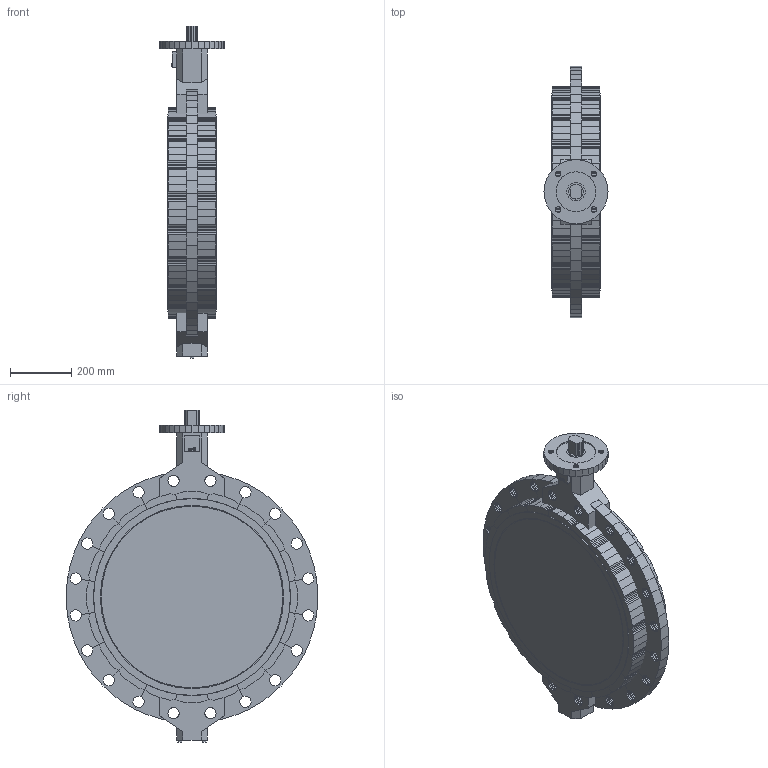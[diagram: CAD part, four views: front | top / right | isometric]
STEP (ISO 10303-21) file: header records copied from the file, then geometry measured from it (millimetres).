
FILE_DESCRIPTION(('no description'),'unknown implementation level');
FILE_NAME('Belimo_D6600N_3D.stp',' ',('pit-cup GmbH'),('CADClick - KiM GmbH - www.kimweb.de'),'unknown preprocess','ACIS','unknown authorization');
FILE_SCHEMA(('automotive_design'));
Length unit declared in the file: millimetre
Products named in the file (29): 1; 2; 3; 4; 5; 6; 7; 8; 9; 10; 11; 12; 13; 14; 15; 16; 17; 18; 19; 20; 21; 22; 23; 24; 25; 26; 27; 28; 29
Bounding box: 210 x 822.87 x 1086.5 mm (x, y, z)
Volume: 37069239.2 mm3; surface area: 3790346.9 mm2
Topology: 29 solids, 30 shells, 2356 faces, 6909 edges, 4599 vertices
Faces by surface type: plane 2261, cylinder 83, cone 12
Entity records: 155569 total; most frequent: CARTESIAN_POINT 15449, STYLED_ITEM 13893, PRESENTATION_STYLE_ASSIGNMENT 13893, COLOUR_RGB 13893, ORIENTED_EDGE 13818, DIRECTION 11969, EDGE_CURVE 6909, CURVE_STYLE 6909
